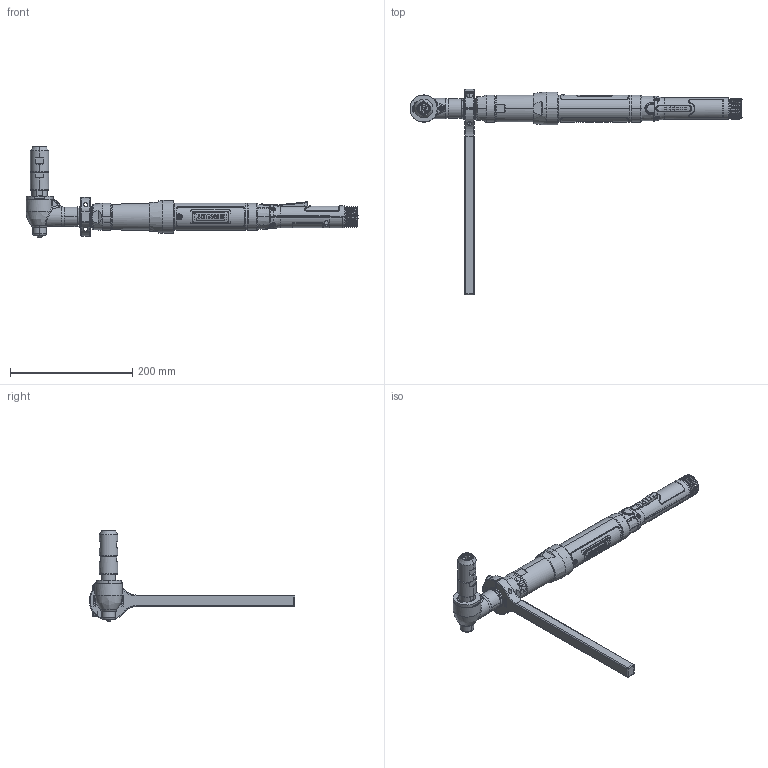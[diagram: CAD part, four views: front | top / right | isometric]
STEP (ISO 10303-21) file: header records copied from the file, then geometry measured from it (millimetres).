
FILE_DESCRIPTION((''),'2;1');
FILE_NAME('EB34LH22AV2-77','2012-01-27T',('MAM0508'),(''),'PRO/ENGINEER BY PARAMETRIC TECHNOLOGY CORPORATION, 2010430','PRO/ENGINEER BY PARAMETRIC TECHNOLOGY CORPORATION, 2010430','');
FILE_SCHEMA(('CONFIG_CONTROL_DESIGN'));
Products named in the file (1): EB34LH22AV2-77
Bounding box: 543.44 x 336.55 x 148.21 mm (x, y, z)
Surface area: 178143.1 mm2 (no closed solid volume)
Topology: 0 solids, 323 shells, 882 faces, 4776 edges, 4144 vertices
Faces by surface type: cylinder 435, bspline 146, plane 140, cone 85, torus 54, extrusion 16, sphere 6
Entity records: 71334 total; most frequent: CARTESIAN_POINT 38804, ORIENTED_EDGE 5710, DIRECTION 5606, EDGE_CURVE 4774, VERTEX_POINT 4144, AXIS2_PLACEMENT_3D 1880, VECTOR 1846, LINE 1830
